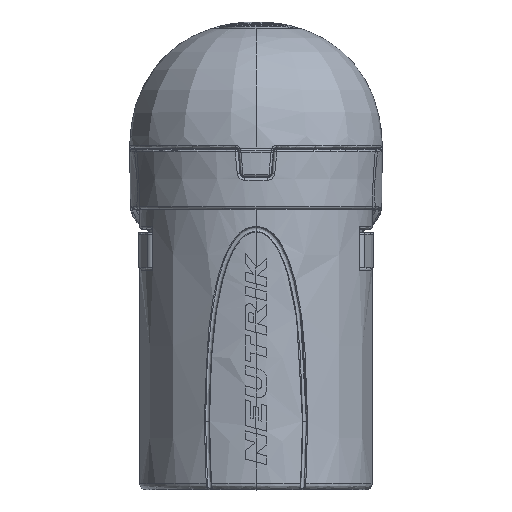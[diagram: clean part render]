
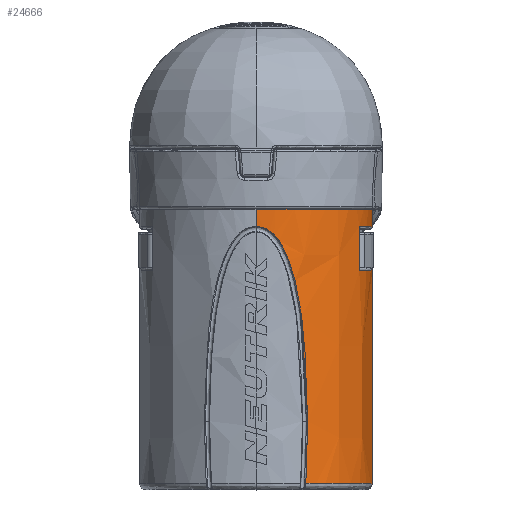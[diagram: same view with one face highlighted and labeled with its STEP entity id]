
A CAD part, top view. The second image highlights one B-rep face of the part: STEP entity #24666.
In plain terms, the highlighted face is a extrusion surface.
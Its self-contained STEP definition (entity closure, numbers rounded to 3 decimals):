
#2597=CARTESIAN_POINT('',(8.297,-6.3,4.452));
#2598=CARTESIAN_POINT('',(8.652,-6.3,3.753));
#2599=CARTESIAN_POINT('',(9.171,-6.3,2.309));
#2600=CARTESIAN_POINT('',(9.35,-6.3,0.784));
#2601=CARTESIAN_POINT('',(9.35,-6.3,0.));
#2603=DIRECTION('',(0.,1.,0.));
#2604=VECTOR('',#2603,3.5);
#2605=CARTESIAN_POINT('',(8.297,-9.8,4.452));
#2606=LINE('',#2605,#2604);
#2607=CARTESIAN_POINT('',(9.35,-9.8,0.));
#2608=CARTESIAN_POINT('',(9.35,-9.8,0.784));
#2609=CARTESIAN_POINT('',(9.171,-9.8,2.309));
#2610=CARTESIAN_POINT('',(8.652,-9.8,3.753));
#2611=CARTESIAN_POINT('',(8.297,-9.8,4.452));
#2613=CARTESIAN_POINT('',(9.35,-26.95,0.));
#2614=CARTESIAN_POINT('',(9.35,-26.95,0.501));
#2615=CARTESIAN_POINT('',(9.277,-26.95,1.457));
#2616=CARTESIAN_POINT('',(8.892,-26.95,3.219));
#2617=CARTESIAN_POINT('',(8.021,-26.95,5.175));
#2618=CARTESIAN_POINT('',(6.679,-26.95,6.833));
#2619=CARTESIAN_POINT('',(5.283,-26.95,7.956));
#2620=CARTESIAN_POINT('',(4.458,-26.95,8.437));
#2621=CARTESIAN_POINT('',(4.005,-26.95,8.652));
#2623=CARTESIAN_POINT('',(4.15,-21.95,8.582));
#2624=CARTESIAN_POINT('',(4.15,-22.625,8.582));
#2625=CARTESIAN_POINT('',(4.136,-23.933,8.589));
#2626=CARTESIAN_POINT('',(4.082,-25.58,8.615));
#2627=CARTESIAN_POINT('',(4.03,-26.558,8.641));
#2628=CARTESIAN_POINT('',(4.005,-26.95,8.652));
#2630=CARTESIAN_POINT('',(4.15,-21.95,8.582));
#2631=CARTESIAN_POINT('',(4.15,-21.238,8.582));
#2632=CARTESIAN_POINT('',(4.135,-19.88,8.589));
#2633=CARTESIAN_POINT('',(4.072,-18.051,8.62));
#2634=CARTESIAN_POINT('',(3.975,-16.405,8.667));
#2635=CARTESIAN_POINT('',(3.848,-14.926,8.726));
#2636=CARTESIAN_POINT('',(3.692,-13.594,8.795));
#2637=CARTESIAN_POINT('',(3.511,-12.397,8.87));
#2638=CARTESIAN_POINT('',(3.306,-11.324,8.951));
#2639=CARTESIAN_POINT('',(3.078,-10.363,9.034));
#2640=CARTESIAN_POINT('',(2.826,-9.507,9.118));
#2641=CARTESIAN_POINT('',(2.549,-8.75,9.2));
#2642=CARTESIAN_POINT('',(2.247,-8.089,9.281));
#2643=CARTESIAN_POINT('',(1.919,-7.526,9.355));
#2644=CARTESIAN_POINT('',(1.623,-7.141,9.411));
#2645=CARTESIAN_POINT('',(1.374,-6.886,9.45));
#2646=CARTESIAN_POINT('',(1.183,-6.723,9.477));
#2647=CARTESIAN_POINT('',(0.993,-6.59,
9.499));
#2648=CARTESIAN_POINT('',(0.802,-6.481,
9.517));
#2649=CARTESIAN_POINT('',(0.612,-6.399,
9.531));
#2650=CARTESIAN_POINT('',(0.353,-6.322,
9.545));
#2651=CARTESIAN_POINT('',(0.144,-6.3,
9.55));
#2652=CARTESIAN_POINT('',(0.,-6.3,9.55));
#2654=DIRECTION('',(0.,1.,0.));
#2655=VECTOR('',#2654,1.4);
#2656=CARTESIAN_POINT('',(0.,-6.3,9.55));
#2657=LINE('',#2656,#2655);
#3677=DIRECTION('',(0.,1.,0.));
#3678=VECTOR('',#3677,17.15);
#3679=CARTESIAN_POINT('',(9.35,-26.95,0.));
#3680=LINE('',#3679,#3678);
#3695=DIRECTION('',(0.,1.,0.));
#3696=VECTOR('',#3695,1.4);
#3697=CARTESIAN_POINT('',(9.35,-6.3,0.));
#3698=LINE('',#3697,#3696);
#5517=CARTESIAN_POINT('',(0.,-4.9,9.55));
#5518=CARTESIAN_POINT('',(0.455,-4.9,9.55));
#5519=CARTESIAN_POINT('',(1.355,-4.9,9.483));
#5520=CARTESIAN_POINT('',(2.632,-4.9,9.209));
#5521=CARTESIAN_POINT('',(3.969,-4.9,8.712));
#5522=CARTESIAN_POINT('',(5.241,-4.9,7.987));
#5523=CARTESIAN_POINT('',(6.326,-4.9,7.123));
#5524=CARTESIAN_POINT('',(7.262,-4.9,6.115));
#5525=CARTESIAN_POINT('',(8.008,-4.9,5.042));
#5526=CARTESIAN_POINT('',(8.623,-4.9,3.821));
#5527=CARTESIAN_POINT('',(9.033,-4.9,2.604));
#5528=CARTESIAN_POINT('',(9.282,-4.9,1.393));
#5529=CARTESIAN_POINT('',(9.35,-4.9,0.476));
#5530=CARTESIAN_POINT('',(9.35,-4.9,0.));
#5545=CARTESIAN_POINT('',(0.,-4.9,9.55));
#19476=CARTESIAN_POINT('',(4.15,-21.95,
8.582));
#19477=VERTEX_POINT('',#19476);
#19480=CARTESIAN_POINT('',(0.,-6.3,9.55));
#19481=VERTEX_POINT('',#19480);
#19732=VERTEX_POINT('',#2613);
#19733=VERTEX_POINT('',#2621);
#19749=VERTEX_POINT('',#2607);
#19750=VERTEX_POINT('',#2611);
#19754=CARTESIAN_POINT('',(8.297,-6.3,4.452));
#19755=VERTEX_POINT('',#19754);
#19760=VERTEX_POINT('',#2601);
#20034=VERTEX_POINT('',#5545);
#20035=VERTEX_POINT('',#5530);
#24633=CARTESIAN_POINT('',(0.,-27.45,9.55));
#24634=CARTESIAN_POINT('',(0.788,-27.45,9.55));
#24635=CARTESIAN_POINT('',(2.177,-27.45,9.365));
#24636=CARTESIAN_POINT('',(4.509,-27.45,8.547));
#24637=CARTESIAN_POINT('',(6.791,-27.45,6.891));
#24638=CARTESIAN_POINT('',(8.392,-27.45,4.554));
#24639=CARTESIAN_POINT('',(9.175,-27.45,2.188));
#24640=CARTESIAN_POINT('',(9.35,-27.45,0.788));
#24641=CARTESIAN_POINT('',(9.35,-27.45,0.));
#24643=DIRECTION('',(0.,-1.,0.));
#24644=VECTOR('',#24643,1.);
#24645=SURFACE_OF_LINEAR_EXTRUSION('',#24642,#24644);
#24647=ORIENTED_EDGE('',*,*,#24646,.F.);
#24649=ORIENTED_EDGE('',*,*,#24648,.F.);
#24651=ORIENTED_EDGE('',*,*,#24650,.F.);
#24653=ORIENTED_EDGE('',*,*,#24652,.F.);
#24655=ORIENTED_EDGE('',*,*,#24654,.F.);
#24656=ORIENTED_EDGE('',*,*,#23840,.T.);
#24658=ORIENTED_EDGE('',*,*,#24657,.F.);
#24660=ORIENTED_EDGE('',*,*,#24659,.T.);
#24661=ORIENTED_EDGE('',*,*,#24201,.T.);
#24663=ORIENTED_EDGE('',*,*,#24662,.T.);
#24664=EDGE_LOOP('',(#24647,#24649,#24651,#24653,#24655,#24656,#24658,#24660,
#24661,#24663));
#24665=FACE_OUTER_BOUND('',#24664,.F.);
#24666=ADVANCED_FACE('',(#24665),#24645,.F.);
#2602=B_SPLINE_CURVE_WITH_KNOTS('',3,(#2597,#2598,#2599,#2600,#2601),
.UNSPECIFIED.,.F.,.F.,(4,1,4),(0.,0.5,1.),.UNSPECIFIED.);
#2612=B_SPLINE_CURVE_WITH_KNOTS('',3,(#2607,#2608,#2609,#2610,#2611),
.UNSPECIFIED.,.F.,.F.,(4,1,4),(0.,0.5,1.),.UNSPECIFIED.);
#2622=B_SPLINE_CURVE_WITH_KNOTS('',3,(#2613,#2614,#2615,#2616,#2617,#2618,#2619,
#2620,#2621),.UNSPECIFIED.,.F.,.F.,(4,1,1,1,1,1,4),(0.,0.125,0.25,0.5,
0.75,0.875,1.),.UNSPECIFIED.);
#2629=B_SPLINE_CURVE_WITH_KNOTS('',3,(#2623,#2624,#2625,#2626,#2627,#2628),
.UNSPECIFIED.,.F.,.F.,(4,1,1,4),(0.,0.37,0.741,1.),
.UNSPECIFIED.);
#2653=B_SPLINE_CURVE_WITH_KNOTS('',3,(#2630,#2631,#2632,#2633,#2634,#2635,#2636,
#2637,#2638,#2639,#2640,#2641,#2642,#2643,#2644,#2645,#2646,#2647,#2648,#2649,
#2650,#2651,#2652),.UNSPECIFIED.,.F.,.F.,(4,1,1,1,1,1,1,1,1,1,1,1,1,1,1,1,1,1,1,
1,4),(0.,0.059,0.118,0.176,
0.235,0.294,0.353,0.412,
0.471,0.529,0.588,0.647,
0.706,0.765,0.794,0.824,
0.853,0.882,0.912,0.941,1.),
.UNSPECIFIED.);
#5531=B_SPLINE_CURVE_WITH_KNOTS('',3,(#5517,#5518,#5519,#5520,#5521,#5522,#5523,
#5524,#5525,#5526,#5527,#5528,#5529,#5530),.UNSPECIFIED.,.F.,.F.,(4,1,1,1,1,1,1,
1,1,1,1,4),(0.,0.091,0.182,0.273,
0.364,0.455,0.545,0.636,
0.727,0.818,0.909,1.),.UNSPECIFIED.);
#23840=EDGE_CURVE('',#19732,#19733,#2622,.T.);
#24201=EDGE_CURVE('',#19481,#20034,#2657,.T.);
#24642=B_SPLINE_CURVE_WITH_KNOTS('',3,(#24633,#24634,#24635,#24636,#24637,
#24638,#24639,#24640,#24641),.UNSPECIFIED.,.F.,.F.,(4,1,1,1,1,1,4),(0.,
0.125,0.25,0.5,0.75,0.875,1.),.UNSPECIFIED.);
#24646=EDGE_CURVE('',#19760,#20035,#3698,.T.);
#24648=EDGE_CURVE('',#19755,#19760,#2602,.T.);
#24650=EDGE_CURVE('',#19750,#19755,#2606,.T.);
#24652=EDGE_CURVE('',#19749,#19750,#2612,.T.);
#24654=EDGE_CURVE('',#19732,#19749,#3680,.T.);
#24657=EDGE_CURVE('',#19477,#19733,#2629,.T.);
#24659=EDGE_CURVE('',#19477,#19481,#2653,.T.);
#24662=EDGE_CURVE('',#20034,#20035,#5531,.T.);
